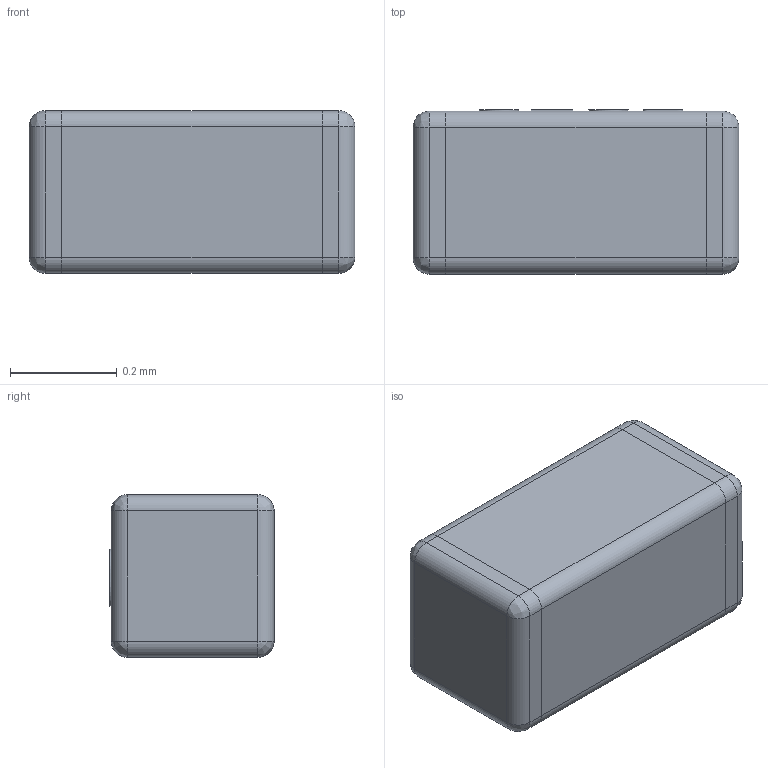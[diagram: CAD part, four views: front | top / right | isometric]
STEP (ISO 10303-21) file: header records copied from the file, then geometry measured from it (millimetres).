
FILE_DESCRIPTION (( 'STEP AP214' ), '1' );
FILE_NAME ('CE1BA974-6ADE-484A-81E1-C3F830FEF0A0.STEP', '2023-05-01T12:00:24', ( '' ), ( '' ), 'SwSTEP 2.0', 'SolidWorks 2022', '' );
FILE_SCHEMA (( 'AUTOMOTIVE_DESIGN' ));
Length unit declared in the file: inch
Products named in the file (1): CE1BA974-6ADE-484A-81E1-C3F830FEF0A0
Bounding box: 0.61 x 0.31 x 0.3 mm (x, y, z)
Volume: 0.1 mm3; surface area: 1.2 mm2
Topology: 3 solids, 3 shells, 115 faces, 293 edges, 182 vertices
Faces by surface type: bspline 52, plane 43, cylinder 20
Entity records: 6840 total; most frequent: CARTESIAN_POINT 2859, ORIENTED_EDGE 570, DIRECTION 365, EDGE_CURVE 285, VERTEX_POINT 182, VECTOR 157, LINE 157, EDGE_LOOP 121
